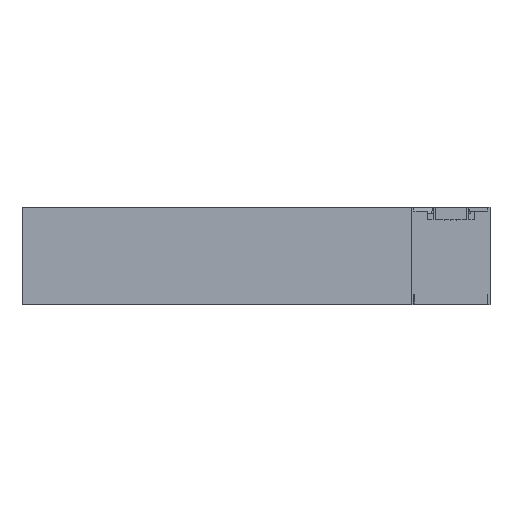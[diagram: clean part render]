
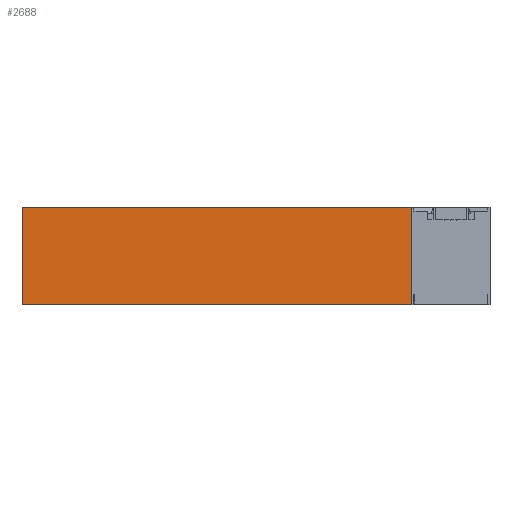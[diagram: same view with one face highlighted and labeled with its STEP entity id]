
A CAD part, front view. The second image highlights one B-rep face of the part: STEP entity #2688.
In plain terms, the highlighted planar face has unit normal (0, -1, 0).
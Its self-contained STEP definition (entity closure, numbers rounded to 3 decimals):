
#76=FACE_OUTER_BOUND('',#215,.T.);
#215=EDGE_LOOP('',(#2015,#2016,#2017,#2018));
#482=LINE('',#3977,#870);
#498=LINE('',#4009,#886);
#499=LINE('',#4010,#887);
#500=LINE('',#4011,#888);
#870=VECTOR('',#3225,65.);
#886=VECTOR('',#3253,1000.);
#887=VECTOR('',#3254,311.);
#888=VECTOR('',#3255,311.);
#1208=VERTEX_POINT('',#3974);
#1209=VERTEX_POINT('',#3976);
#1218=VERTEX_POINT('',#4007);
#1219=VERTEX_POINT('',#4008);
#1513=EDGE_CURVE('',#1208,#1209,#482,.T.);
#1529=EDGE_CURVE('',#1218,#1219,#498,.T.);
#1530=EDGE_CURVE('',#1218,#1209,#499,.T.);
#1531=EDGE_CURVE('',#1219,#1208,#500,.T.);
#2015=ORIENTED_EDGE('',*,*,#1529,.F.);
#2016=ORIENTED_EDGE('',*,*,#1530,.T.);
#2017=ORIENTED_EDGE('',*,*,#1513,.F.);
#2018=ORIENTED_EDGE('',*,*,#1531,.F.);
#2549=PLANE('',#2852);
#2688=ADVANCED_FACE('',(#76),#2549,.T.);
#2852=AXIS2_PLACEMENT_3D('',#4006,#3251,#3252);
#3225=DIRECTION('',(0.,0.,1.));
#3251=DIRECTION('center_axis',(0.,-1.,0.));
#3252=DIRECTION('ref_axis',(0.,0.,-1.));
#3253=DIRECTION('',(0.,0.,-1.));
#3254=DIRECTION('',(-1.,0.,0.));
#3255=DIRECTION('',(-1.,0.,0.));
#3974=CARTESIAN_POINT('',(-285.,-26.,-65.));
#3976=CARTESIAN_POINT('',(-285.,-26.,0.));
#3977=CARTESIAN_POINT('',(-285.,-26.,-65.));
#4006=CARTESIAN_POINT('Origin',(-129.5,-26.,-32.5));
#4007=CARTESIAN_POINT('',(-26.,-26.,0.));
#4008=CARTESIAN_POINT('',(-26.,-26.,-65.));
#4009=CARTESIAN_POINT('',(-26.,-26.,-16.25));
#4010=CARTESIAN_POINT('',(26.,-26.,0.));
#4011=CARTESIAN_POINT('',(26.,-26.,-65.));
